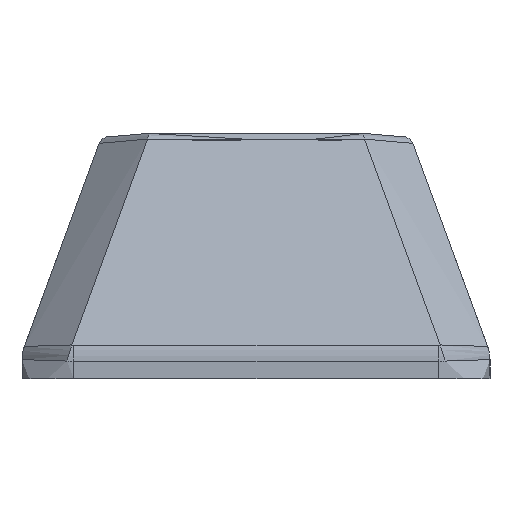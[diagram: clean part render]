
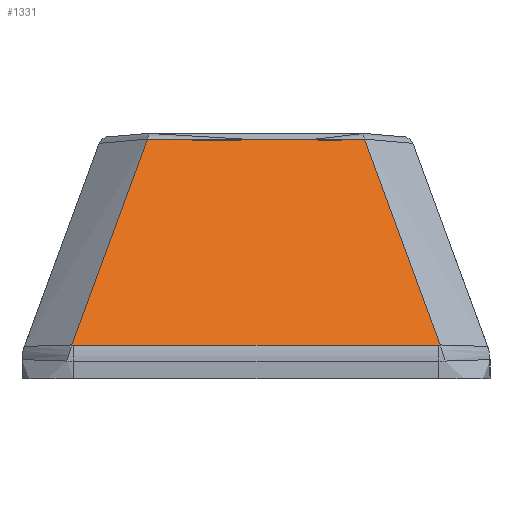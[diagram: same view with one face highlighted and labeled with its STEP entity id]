
A CAD part, front view. The second image highlights one B-rep face of the part: STEP entity #1331.
In plain terms, the highlighted planar face has unit normal (0, -0.909, 0.417).
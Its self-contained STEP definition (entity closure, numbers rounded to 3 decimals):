
#14=PLANE('',#1425);
#43=LINE('',#2382,#98);
#98=VECTOR('',#1524,10.);
#233=ELLIPSE('',#1418,1.2,0.5);
#235=ELLIPSE('',#1423,1.2,0.5);
#265=FACE_OUTER_BOUND('',#345,.T.);
#345=EDGE_LOOP('',(#995,#996,#997,#998,#999,#1000));
#465=B_SPLINE_CURVE_WITH_KNOTS('',3,(#2542,#2543,#2544,#2545),
 .UNSPECIFIED.,.F.,.F.,(4,4),(-0.969,-0.042),
 .UNSPECIFIED.);
#467=B_SPLINE_CURVE_WITH_KNOTS('',3,(#2553,#2554,#2555,#2556),
 .UNSPECIFIED.,.F.,.F.,(4,4),(0.042,0.969),
 .UNSPECIFIED.);
#468=B_SPLINE_CURVE_WITH_KNOTS('',3,(#2557,#2558,#2559,#2560),
 .UNSPECIFIED.,.F.,.F.,(4,4),(-0.847,0.),.UNSPECIFIED.);
#576=VERTEX_POINT('',#2338);
#580=VERTEX_POINT('',#2372);
#582=VERTEX_POINT('',#2378);
#584=VERTEX_POINT('',#2399);
#590=VERTEX_POINT('',#2541);
#591=VERTEX_POINT('',#2552);
#733=EDGE_CURVE('',#576,#580,#233,.T.);
#736=EDGE_CURVE('',#580,#582,#43,.T.);
#739=EDGE_CURVE('',#582,#584,#235,.T.);
#750=EDGE_CURVE('',#584,#590,#465,.T.);
#752=EDGE_CURVE('',#591,#576,#467,.T.);
#753=EDGE_CURVE('',#590,#591,#468,.T.);
#995=ORIENTED_EDGE('',*,*,#739,.F.);
#996=ORIENTED_EDGE('',*,*,#736,.F.);
#997=ORIENTED_EDGE('',*,*,#733,.F.);
#998=ORIENTED_EDGE('',*,*,#752,.F.);
#999=ORIENTED_EDGE('',*,*,#753,.F.);
#1000=ORIENTED_EDGE('',*,*,#750,.F.);
#1331=ADVANCED_FACE('',(#265),#14,.T.);
#1418=AXIS2_PLACEMENT_3D('',#2376,#1517,#1518);
#1423=AXIS2_PLACEMENT_3D('',#2403,#1529,#1530);
#1425=AXIS2_PLACEMENT_3D('',#2551,#1533,#1534);
#1517=DIRECTION('center_axis',(0.,0.909,-0.417));
#1518=DIRECTION('ref_axis',(0.,-0.417,-0.909));
#1524=DIRECTION('',(-1.,0.,0.));
#1529=DIRECTION('center_axis',(0.,0.909,-0.417));
#1530=DIRECTION('ref_axis',(0.,-0.417,-0.909));
#1533=DIRECTION('center_axis',(0.,-0.909,
0.417));
#1534=DIRECTION('ref_axis',(0.,-0.417,-0.909));
#2338=CARTESIAN_POINT('',(7.144,-8.94,0.306));
#2372=CARTESIAN_POINT('',(7.081,-8.944,0.298));
#2376=CARTESIAN_POINT('Origin',(7.081,-8.444,1.389));
#2378=CARTESIAN_POINT('',(-7.08,-8.944,0.298));
#2382=CARTESIAN_POINT('',(7.525,-8.944,0.298));
#2399=CARTESIAN_POINT('',(-7.144,-8.94,0.306));
#2403=CARTESIAN_POINT('Origin',(-7.08,-8.444,1.389));
#2541=CARTESIAN_POINT('',(-4.213,-5.28,8.295));
#2542=CARTESIAN_POINT('Ctrl Pts',(-7.144,-8.94,0.306));
#2543=CARTESIAN_POINT('Ctrl Pts',(-6.176,-7.719,2.972));
#2544=CARTESIAN_POINT('Ctrl Pts',(-5.202,-6.498,5.635));
#2545=CARTESIAN_POINT('Ctrl Pts',(-4.213,-5.28,8.295));
#2551=CARTESIAN_POINT('Origin',(5.969,-4.966,8.98));
#2552=CARTESIAN_POINT('',(4.213,-5.28,8.295));
#2553=CARTESIAN_POINT('Ctrl Pts',(4.213,-5.28,8.295));
#2554=CARTESIAN_POINT('Ctrl Pts',(5.202,-6.498,5.635));
#2555=CARTESIAN_POINT('Ctrl Pts',(6.176,-7.719,2.972));
#2556=CARTESIAN_POINT('Ctrl Pts',(7.144,-8.94,0.306));
#2557=CARTESIAN_POINT('Ctrl Pts',(-4.213,-5.28,8.295));
#2558=CARTESIAN_POINT('Ctrl Pts',(-1.436,-5.493,7.828));
#2559=CARTESIAN_POINT('Ctrl Pts',(1.436,-5.493,7.828));
#2560=CARTESIAN_POINT('Ctrl Pts',(4.213,-5.28,8.295));
